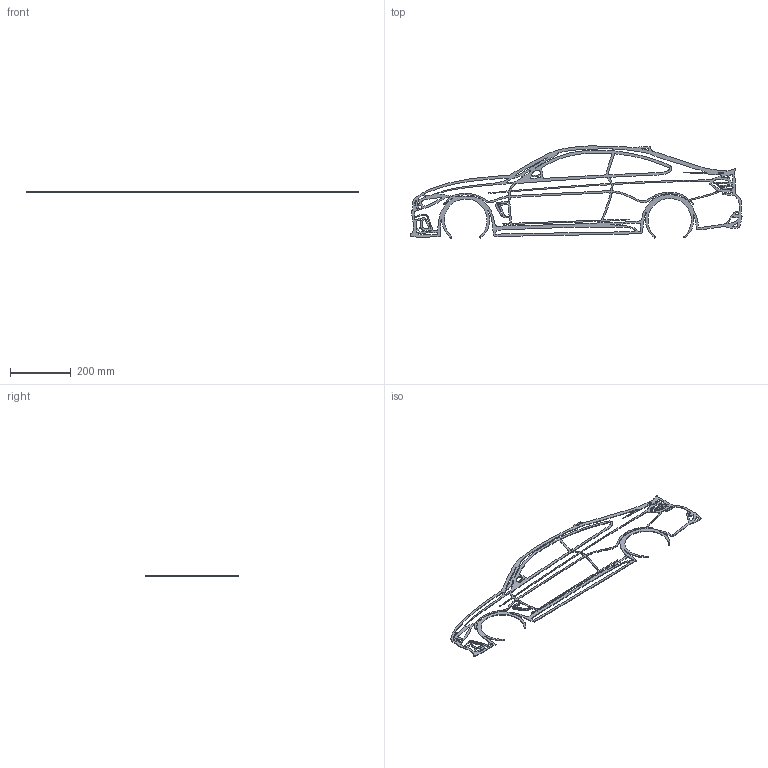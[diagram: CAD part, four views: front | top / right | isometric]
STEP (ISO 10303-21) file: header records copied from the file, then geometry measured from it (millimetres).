
FILE_DESCRIPTION(('FreeCAD Model'),'2;1');
FILE_NAME('Open CASCADE Shape Model','2025-05-01T04:36:21',('FreeCAD'),( 'FreeCAD'),'Open CASCADE STEP processor 7.6','FreeCAD','Unknown');
FILE_SCHEMA(('AUTOMOTIVE_DESIGN { 1 0 10303 214 1 1 1 1 }'));
Products named in the file (1): Open CASCADE STEP translator 7.6 1
Bounding box: 1092.52 x 303.41 x 2.01 mm (x, y, z)
Volume: 140432 mm3; surface area: 174771.2 mm2
Topology: 1 solids, 1 shells, 1619 faces, 4851 edges, 3234 vertices
Faces by surface type: bspline 1619
Entity records: 50144 total; most frequent: CARTESIAN_POINT 25085, ORIENTED_EDGE 9702, EDGE_CURVE 4851, VERTEX_POINT 3234, B_SPLINE_CURVE_WITH_KNOTS 2019, FACE_BOUND 1707, EDGE_LOOP 1707, ADVANCED_FACE 1619
